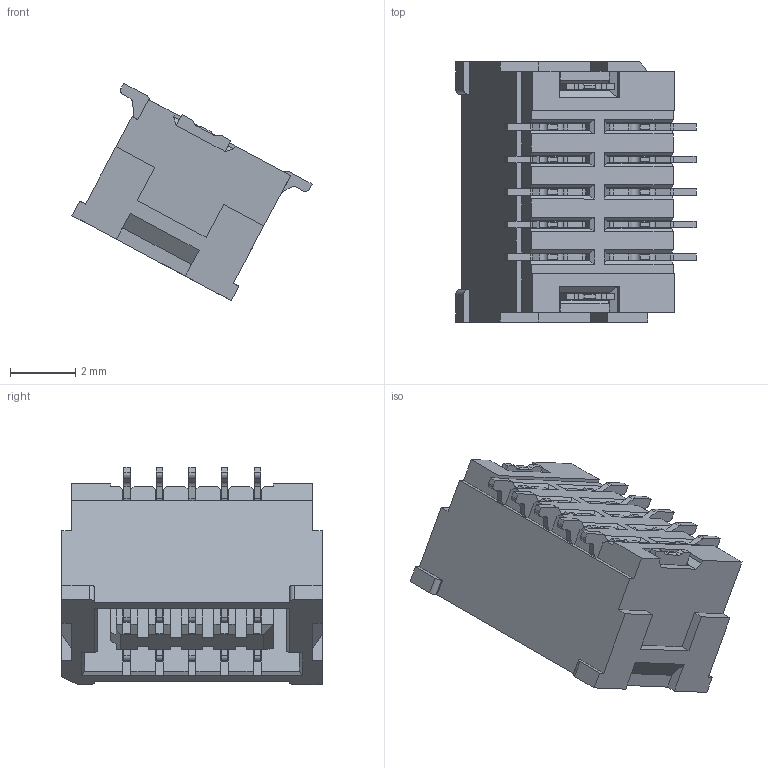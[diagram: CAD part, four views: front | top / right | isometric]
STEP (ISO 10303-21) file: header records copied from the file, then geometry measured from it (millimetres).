
FILE_DESCRIPTION (( 'STEP AP203' ), '1' );
FILE_NAME ('FWF10014-D10S83NAM.STEP', '2025-11-21T06:00:27', ( '' ), ( '' ), 'SwSTEP 2.0', 'SolidWorks 2021', '' );
FILE_SCHEMA (( 'CONFIG_CONTROL_DESIGN' ));
Length unit declared in the file: millimetre
Products named in the file (1): FWF10014-D10S83NAM
Bounding box: 7.38 x 8 x 6.68 mm (x, y, z)
Volume: 115.5 mm3; surface area: 520.6 mm2
Topology: 8 solids, 8 shells, 1025 faces, 3123 edges, 2061 vertices
Faces by surface type: plane 655, cylinder 362, bspline 8
Entity records: 35157 total; most frequent: CARTESIAN_POINT 7003, ORIENTED_EDGE 6246, DIRECTION 5505, EDGE_CURVE 3123, VECTOR 2333, LINE 2333, VERTEX_POINT 2061, AXIS2_PLACEMENT_3D 1586
